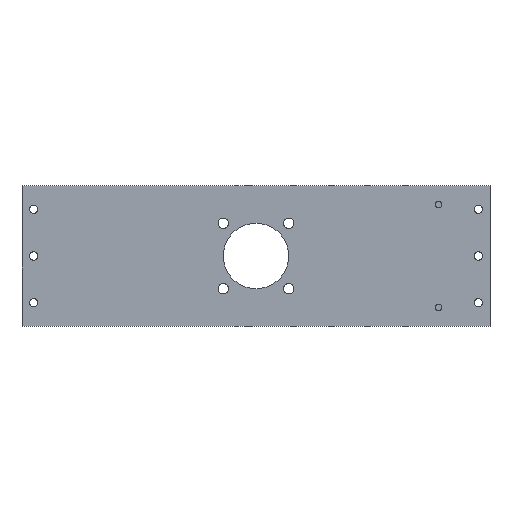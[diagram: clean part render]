
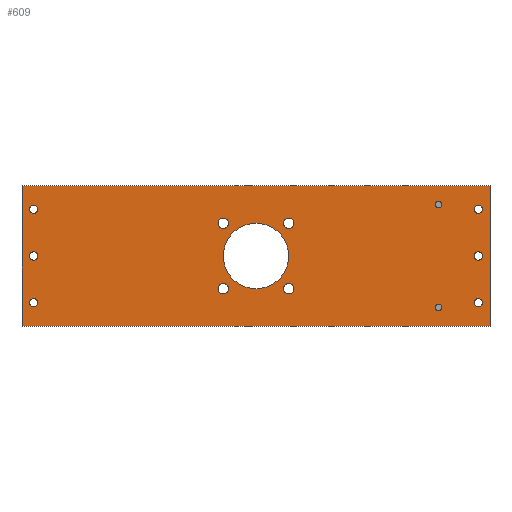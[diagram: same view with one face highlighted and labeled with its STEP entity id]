
A CAD part, top view. The second image highlights one B-rep face of the part: STEP entity #609.
In plain terms, the highlighted planar face has unit normal (0, 0, 1).
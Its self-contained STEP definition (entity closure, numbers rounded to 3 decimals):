
#34=FACE_BOUND('',#156,.T.);
#35=FACE_BOUND('',#157,.T.);
#36=FACE_BOUND('',#158,.T.);
#37=FACE_BOUND('',#159,.T.);
#38=FACE_BOUND('',#160,.T.);
#39=FACE_BOUND('',#161,.T.);
#40=FACE_BOUND('',#162,.T.);
#41=FACE_BOUND('',#163,.T.);
#42=FACE_BOUND('',#164,.T.);
#43=FACE_BOUND('',#165,.T.);
#44=FACE_BOUND('',#166,.T.);
#45=FACE_BOUND('',#167,.T.);
#46=FACE_BOUND('',#168,.T.);
#62=PLANE('',#702);
#99=FACE_OUTER_BOUND('',#155,.T.);
#155=EDGE_LOOP('',(#535,#536,#537,#538));
#156=EDGE_LOOP('',(#539));
#157=EDGE_LOOP('',(#540));
#158=EDGE_LOOP('',(#541));
#159=EDGE_LOOP('',(#542));
#160=EDGE_LOOP('',(#543));
#161=EDGE_LOOP('',(#544));
#162=EDGE_LOOP('',(#545));
#163=EDGE_LOOP('',(#546));
#164=EDGE_LOOP('',(#547));
#165=EDGE_LOOP('',(#548));
#166=EDGE_LOOP('',(#549));
#167=EDGE_LOOP('',(#550));
#168=EDGE_LOOP('',(#551));
#186=LINE('',#1009,#219);
#188=LINE('',#1013,#221);
#190=LINE('',#1017,#223);
#192=LINE('',#1020,#225);
#219=VECTOR('',#834,10.);
#221=VECTOR('',#838,10.);
#223=VECTOR('',#842,10.);
#225=VECTOR('',#846,10.);
#235=CIRCLE('',#625,3.518);
#265=CIRCLE('',#674,4.5);
#266=CIRCLE('',#676,4.5);
#267=CIRCLE('',#678,4.5);
#268=CIRCLE('',#684,4.5);
#269=CIRCLE('',#686,4.5);
#270=CIRCLE('',#688,4.5);
#271=CIRCLE('',#690,5.518);
#272=CIRCLE('',#692,5.518);
#273=CIRCLE('',#694,5.518);
#274=CIRCLE('',#696,5.518);
#275=CIRCLE('',#698,35.);
#276=CIRCLE('',#700,3.518);
#277=VERTEX_POINT('',#898);
#311=VERTEX_POINT('',#994);
#312=VERTEX_POINT('',#998);
#313=VERTEX_POINT('',#1002);
#314=VERTEX_POINT('',#1006);
#315=VERTEX_POINT('',#1008);
#316=VERTEX_POINT('',#1012);
#317=VERTEX_POINT('',#1016);
#318=VERTEX_POINT('',#1022);
#319=VERTEX_POINT('',#1026);
#320=VERTEX_POINT('',#1030);
#321=VERTEX_POINT('',#1034);
#322=VERTEX_POINT('',#1038);
#323=VERTEX_POINT('',#1042);
#324=VERTEX_POINT('',#1046);
#325=VERTEX_POINT('',#1050);
#326=VERTEX_POINT('',#1054);
#327=EDGE_CURVE('',#277,#277,#235,.F.);
#370=EDGE_CURVE('',#311,#311,#265,.T.);
#372=EDGE_CURVE('',#312,#312,#266,.T.);
#374=EDGE_CURVE('',#313,#313,#267,.T.);
#377=EDGE_CURVE('',#315,#314,#186,.T.);
#379=EDGE_CURVE('',#316,#315,#188,.T.);
#381=EDGE_CURVE('',#317,#316,#190,.T.);
#383=EDGE_CURVE('',#314,#317,#192,.T.);
#384=EDGE_CURVE('',#318,#318,#268,.T.);
#386=EDGE_CURVE('',#319,#319,#269,.T.);
#388=EDGE_CURVE('',#320,#320,#270,.T.);
#390=EDGE_CURVE('',#321,#321,#271,.F.);
#392=EDGE_CURVE('',#322,#322,#272,.F.);
#394=EDGE_CURVE('',#323,#323,#273,.F.);
#396=EDGE_CURVE('',#324,#324,#274,.F.);
#399=EDGE_CURVE('',#325,#325,#275,.T.);
#400=EDGE_CURVE('',#326,#326,#276,.F.);
#535=ORIENTED_EDGE('',*,*,#383,.T.);
#536=ORIENTED_EDGE('',*,*,#381,.T.);
#537=ORIENTED_EDGE('',*,*,#379,.T.);
#538=ORIENTED_EDGE('',*,*,#377,.T.);
#539=ORIENTED_EDGE('',*,*,#327,.T.);
#540=ORIENTED_EDGE('',*,*,#400,.T.);
#541=ORIENTED_EDGE('',*,*,#399,.T.);
#542=ORIENTED_EDGE('',*,*,#396,.T.);
#543=ORIENTED_EDGE('',*,*,#394,.T.);
#544=ORIENTED_EDGE('',*,*,#392,.T.);
#545=ORIENTED_EDGE('',*,*,#390,.T.);
#546=ORIENTED_EDGE('',*,*,#388,.T.);
#547=ORIENTED_EDGE('',*,*,#386,.T.);
#548=ORIENTED_EDGE('',*,*,#384,.T.);
#549=ORIENTED_EDGE('',*,*,#374,.T.);
#550=ORIENTED_EDGE('',*,*,#372,.T.);
#551=ORIENTED_EDGE('',*,*,#370,.T.);
#609=ADVANCED_FACE('',(#99,#34,#35,#36,#37,#38,#39,#40,#41,#42,#43,#44,
#45,#46),#62,.F.);
#625=AXIS2_PLACEMENT_3D('',#899,#707,#708);
#674=AXIS2_PLACEMENT_3D('',#995,#818,#819);
#676=AXIS2_PLACEMENT_3D('',#999,#823,#824);
#678=AXIS2_PLACEMENT_3D('',#1003,#828,#829);
#684=AXIS2_PLACEMENT_3D('',#1023,#849,#850);
#686=AXIS2_PLACEMENT_3D('',#1027,#854,#855);
#688=AXIS2_PLACEMENT_3D('',#1031,#859,#860);
#690=AXIS2_PLACEMENT_3D('',#1035,#864,#865);
#692=AXIS2_PLACEMENT_3D('',#1039,#869,#870);
#694=AXIS2_PLACEMENT_3D('',#1043,#874,#875);
#696=AXIS2_PLACEMENT_3D('',#1047,#879,#880);
#698=AXIS2_PLACEMENT_3D('',#1052,#885,#886);
#700=AXIS2_PLACEMENT_3D('',#1055,#889,#890);
#702=AXIS2_PLACEMENT_3D('',#1058,#894,#895);
#707=DIRECTION('center_axis',(0.,0.,1.));
#708=DIRECTION('ref_axis',(1.,0.,0.));
#818=DIRECTION('center_axis',(0.,0.,-1.));
#819=DIRECTION('ref_axis',(1.,0.,0.));
#823=DIRECTION('center_axis',(0.,0.,-1.));
#824=DIRECTION('ref_axis',(1.,0.,0.));
#828=DIRECTION('center_axis',(0.,0.,-1.));
#829=DIRECTION('ref_axis',(1.,0.,0.));
#834=DIRECTION('',(1.,0.,0.));
#838=DIRECTION('',(0.,-1.,0.));
#842=DIRECTION('',(-1.,0.,0.));
#846=DIRECTION('',(0.,1.,0.));
#849=DIRECTION('center_axis',(0.,0.,-1.));
#850=DIRECTION('ref_axis',(1.,0.,0.));
#854=DIRECTION('center_axis',(0.,0.,-1.));
#855=DIRECTION('ref_axis',(1.,0.,0.));
#859=DIRECTION('center_axis',(0.,0.,-1.));
#860=DIRECTION('ref_axis',(1.,0.,0.));
#864=DIRECTION('center_axis',(0.,0.,1.));
#865=DIRECTION('ref_axis',(1.,0.,0.));
#869=DIRECTION('center_axis',(0.,0.,1.));
#870=DIRECTION('ref_axis',(1.,0.,0.));
#874=DIRECTION('center_axis',(0.,0.,1.));
#875=DIRECTION('ref_axis',(1.,0.,0.));
#879=DIRECTION('center_axis',(0.,0.,1.));
#880=DIRECTION('ref_axis',(1.,0.,0.));
#885=DIRECTION('center_axis',(0.,0.,-1.));
#886=DIRECTION('ref_axis',(-1.,0.,0.));
#889=DIRECTION('center_axis',(0.,0.,1.));
#890=DIRECTION('ref_axis',(1.,0.,0.));
#894=DIRECTION('center_axis',(0.,0.,-1.));
#895=DIRECTION('ref_axis',(0.,-1.,0.));
#898=CARTESIAN_POINT('',(191.733,55.,157.));
#899=CARTESIAN_POINT('Origin',(195.25,55.,157.));
#994=CARTESIAN_POINT('',(-242.25,50.,157.));
#995=CARTESIAN_POINT('Origin',(-237.75,50.,157.));
#998=CARTESIAN_POINT('',(-242.25,-50.,157.));
#999=CARTESIAN_POINT('Origin',(-237.75,-50.,157.));
#1002=CARTESIAN_POINT('',(-242.25,0.,157.));
#1003=CARTESIAN_POINT('Origin',(-237.75,0.,157.));
#1006=CARTESIAN_POINT('',(250.25,-75.,157.));
#1008=CARTESIAN_POINT('',(-250.25,-75.,157.));
#1009=CARTESIAN_POINT('',(-245.,-75.,157.));
#1012=CARTESIAN_POINT('',(-250.25,75.,157.));
#1013=CARTESIAN_POINT('',(-250.25,37.5,157.));
#1016=CARTESIAN_POINT('',(250.25,75.,157.));
#1017=CARTESIAN_POINT('',(245.502,75.,157.));
#1020=CARTESIAN_POINT('',(250.25,-23.25,157.));
#1022=CARTESIAN_POINT('',(233.25,50.,157.));
#1023=CARTESIAN_POINT('Origin',(237.75,50.,157.));
#1026=CARTESIAN_POINT('',(233.25,-50.,157.));
#1027=CARTESIAN_POINT('Origin',(237.75,-50.,157.));
#1030=CARTESIAN_POINT('',(233.25,0.,157.));
#1031=CARTESIAN_POINT('Origin',(237.75,0.,157.));
#1034=CARTESIAN_POINT('',(29.483,35.,157.));
#1035=CARTESIAN_POINT('Origin',(35.,35.,157.));
#1038=CARTESIAN_POINT('',(-40.518,-35.,157.));
#1039=CARTESIAN_POINT('Origin',(-35.,-35.,157.));
#1042=CARTESIAN_POINT('',(-40.518,35.,157.));
#1043=CARTESIAN_POINT('Origin',(-35.,35.,157.));
#1046=CARTESIAN_POINT('',(29.483,-35.,157.));
#1047=CARTESIAN_POINT('Origin',(35.,-35.,157.));
#1050=CARTESIAN_POINT('',(35.,0.,157.));
#1052=CARTESIAN_POINT('Origin',(0.,0.,157.));
#1054=CARTESIAN_POINT('',(191.733,-55.,157.));
#1055=CARTESIAN_POINT('Origin',(195.25,-55.,157.));
#1058=CARTESIAN_POINT('Origin',(245.502,28.5,157.));
